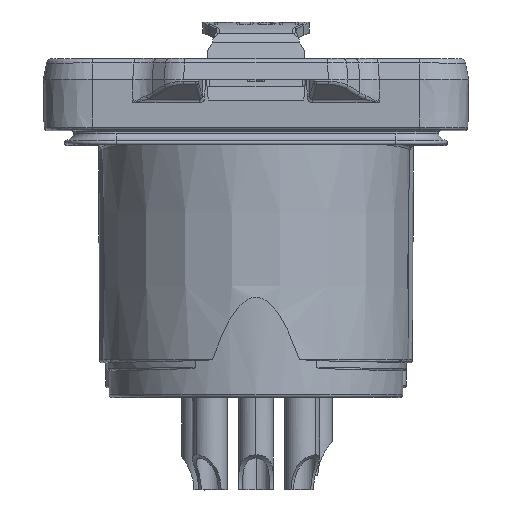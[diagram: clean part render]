
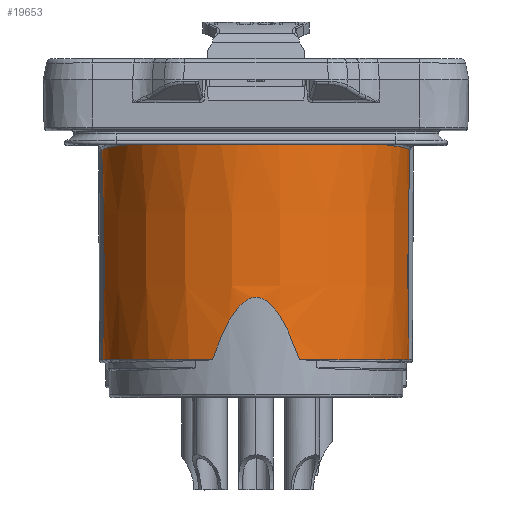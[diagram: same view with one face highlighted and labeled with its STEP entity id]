
A CAD part, top view. The second image highlights one B-rep face of the part: STEP entity #19653.
In plain terms, the highlighted conical face has half-angle 0.25 degrees and reference radius 10.965 mm.
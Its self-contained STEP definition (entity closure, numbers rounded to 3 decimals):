
#1408=CARTESIAN_POINT('',(3.109,-17.401,11.229));
#1409=CARTESIAN_POINT('',(3.006,-17.099,11.261));
#1410=CARTESIAN_POINT('',(2.801,-16.531,11.321));
#1411=CARTESIAN_POINT('',(2.501,-15.794,11.399));
#1412=CARTESIAN_POINT('',(2.205,-15.152,11.467));
#1413=CARTESIAN_POINT('',(1.911,-14.599,11.526));
#1414=CARTESIAN_POINT('',(1.617,-14.128,11.576));
#1415=CARTESIAN_POINT('',(1.321,-13.732,11.618));
#1416=CARTESIAN_POINT('',(1.019,-13.412,11.652));
#1417=CARTESIAN_POINT('',(0.714,-13.174,
11.677));
#1418=CARTESIAN_POINT('',(0.411,-13.022,
11.693));
#1419=CARTESIAN_POINT('',(0.128,-12.955,
11.7));
#1420=CARTESIAN_POINT('',(-0.141,-12.957,
11.7));
#1421=CARTESIAN_POINT('',(-0.422,-13.026,
11.693));
#1422=CARTESIAN_POINT('',(-0.722,-13.179,
11.677));
#1423=CARTESIAN_POINT('',(-1.025,-13.417,
11.651));
#1424=CARTESIAN_POINT('',(-1.326,-13.736,
11.617));
#1425=CARTESIAN_POINT('',(-1.621,-14.13,
11.576));
#1426=CARTESIAN_POINT('',(-1.914,-14.601,
11.526));
#1427=CARTESIAN_POINT('',(-2.207,-15.153,
11.467));
#1428=CARTESIAN_POINT('',(-2.502,-15.794,
11.399));
#1429=CARTESIAN_POINT('',(-2.802,-16.531,
11.321));
#1430=CARTESIAN_POINT('',(-3.008,-17.099,
11.261));
#1431=CARTESIAN_POINT('',(-3.111,-17.401,
11.229));
#2086=CARTESIAN_POINT('',(0.,-17.401,
0.75));
#2087=DIRECTION('',(0.,-1.,0.));
#2088=DIRECTION('',(-0.285,0.,0.959));
#2089=AXIS2_PLACEMENT_3D('',#2086,#2087,#2088);
#2091=CARTESIAN_POINT('',(-10.751,-17.401,
-1.223));
#2092=CARTESIAN_POINT('',(-10.759,-15.761,
-1.222));
#2093=CARTESIAN_POINT('',(-10.774,-12.477,
-1.22));
#2094=CARTESIAN_POINT('',(-10.796,-7.539,
-1.216));
#2095=CARTESIAN_POINT('',(-10.811,-4.239,
-1.214));
#2096=CARTESIAN_POINT('',(-10.819,-2.587,
-1.213));
#2098=CARTESIAN_POINT('',(-10.819,-2.587,
-1.213));
#2099=CARTESIAN_POINT('',(-10.89,-2.56,
-0.818));
#2100=CARTESIAN_POINT('',(-10.991,-2.505,
-0.02));
#2101=CARTESIAN_POINT('',(-11.009,-2.422,
1.186));
#2102=CARTESIAN_POINT('',(-10.896,-2.341,
2.386));
#2103=CARTESIAN_POINT('',(-10.652,-2.261,
3.567));
#2104=CARTESIAN_POINT('',(-10.281,-2.184,
4.714));
#2105=CARTESIAN_POINT('',(-9.787,-2.111,
5.814));
#2106=CARTESIAN_POINT('',(-9.176,-2.043,
6.852));
#2107=CARTESIAN_POINT('',(-8.455,-1.979,
7.818));
#2108=CARTESIAN_POINT('',(-7.633,-1.921,
8.698));
#2109=CARTESIAN_POINT('',(-6.721,-1.87,
9.484));
#2110=CARTESIAN_POINT('',(-5.728,-1.826,
10.165));
#2111=CARTESIAN_POINT('',(-4.667,-1.789,
10.734));
#2112=CARTESIAN_POINT('',(-3.55,-1.76,
11.183));
#2113=CARTESIAN_POINT('',(-2.39,-1.739,
11.509));
#2114=CARTESIAN_POINT('',(-1.202,-1.727,
11.705));
#2115=CARTESIAN_POINT('',(-0.401,-1.724,
11.749));
#2116=CARTESIAN_POINT('',(0.,-1.724,
11.749));
#2118=CARTESIAN_POINT('',(0.,-1.724,
11.749));
#2119=CARTESIAN_POINT('',(0.4,-1.724,
11.749));
#2120=CARTESIAN_POINT('',(1.201,-1.727,11.705));
#2121=CARTESIAN_POINT('',(2.388,-1.739,11.509));
#2122=CARTESIAN_POINT('',(3.546,-1.76,11.185));
#2123=CARTESIAN_POINT('',(4.663,-1.789,10.736));
#2124=CARTESIAN_POINT('',(5.724,-1.826,10.168));
#2125=CARTESIAN_POINT('',(6.717,-1.87,9.487));
#2126=CARTESIAN_POINT('',(7.63,-1.921,8.702));
#2127=CARTESIAN_POINT('',(8.452,-1.979,7.821));
#2128=CARTESIAN_POINT('',(9.173,-2.042,6.856));
#2129=CARTESIAN_POINT('',(9.785,-2.111,5.818));
#2130=CARTESIAN_POINT('',(10.28,-2.184,4.718));
#2131=CARTESIAN_POINT('',(10.652,-2.261,3.571));
#2132=CARTESIAN_POINT('',(10.896,-2.341,2.389));
#2133=CARTESIAN_POINT('',(11.009,-2.422,1.187));
#2134=CARTESIAN_POINT('',(10.991,-2.505,
-0.02));
#2135=CARTESIAN_POINT('',(10.89,-2.56,
-0.818));
#2136=CARTESIAN_POINT('',(10.819,-2.587,
-1.214));
#2138=CARTESIAN_POINT('',(10.751,-17.401,
-1.224));
#2139=CARTESIAN_POINT('',(10.758,-15.761,
-1.223));
#2140=CARTESIAN_POINT('',(10.773,-12.477,
-1.221));
#2141=CARTESIAN_POINT('',(10.796,-7.539,
-1.217));
#2142=CARTESIAN_POINT('',(10.811,-4.239,
-1.215));
#2143=CARTESIAN_POINT('',(10.819,-2.587,
-1.214));
#2145=CARTESIAN_POINT('',(0.,-17.401,
0.75));
#2146=DIRECTION('',(0.,-1.,0.));
#2147=DIRECTION('',(0.984,0.,-0.181));
#2148=AXIS2_PLACEMENT_3D('',#2145,#2146,#2147);
#2425=CARTESIAN_POINT('',(10.751,-17.401,
-1.224));
#2456=CARTESIAN_POINT('',(-10.751,-17.401,
-1.223));
#2471=CARTESIAN_POINT('',(-10.819,-2.587,
-1.213));
#17400=CARTESIAN_POINT('',(0.,-1.724,
11.749));
#17402=VERTEX_POINT('',#17400);
#17412=VERTEX_POINT('',#2471);
#17415=VERTEX_POINT('',#2136);
#17436=VERTEX_POINT('',#2425);
#17441=VERTEX_POINT('',#2456);
#17547=VERTEX_POINT('',#1408);
#17548=VERTEX_POINT('',#1431);
#19634=CARTESIAN_POINT('',(0.,-9.562,
0.75));
#19635=DIRECTION('',(0.,1.,0.));
#19636=DIRECTION('',(1.,0.,0.));
#19637=AXIS2_PLACEMENT_3D('',#19634,#19635,#19636);
#19638=CONICAL_SURFACE('',#19637,10.965,0.25);
#19639=ORIENTED_EDGE('',*,*,#18970,.T.);
#19641=ORIENTED_EDGE('',*,*,#19640,.T.);
#19643=ORIENTED_EDGE('',*,*,#19642,.T.);
#19645=ORIENTED_EDGE('',*,*,#19644,.T.);
#19647=ORIENTED_EDGE('',*,*,#19646,.T.);
#19649=ORIENTED_EDGE('',*,*,#19648,.F.);
#19650=ORIENTED_EDGE('',*,*,#19626,.T.);
#19651=EDGE_LOOP('',(#19639,#19641,#19643,#19645,#19647,#19649,#19650));
#19652=FACE_OUTER_BOUND('',#19651,.F.);
#19653=ADVANCED_FACE('',(#19652),#19638,.T.);
#1432=B_SPLINE_CURVE_WITH_KNOTS('',3,(#1408,#1409,#1410,#1411,#1412,#1413,#1414,
#1415,#1416,#1417,#1418,#1419,#1420,#1421,#1422,#1423,#1424,#1425,#1426,#1427,
#1428,#1429,#1430,#1431),.UNSPECIFIED.,.F.,.F.,(4,1,1,1,1,1,1,1,1,1,1,1,1,1,1,1,
1,1,1,1,1,4),(0.,0.048,0.095,0.143,
0.19,0.238,0.286,0.333,
0.381,0.429,0.476,0.524,
0.571,0.619,0.667,0.714,
0.762,0.81,0.857,0.905,
0.952,1.),.UNSPECIFIED.);
#2090=CIRCLE('',#2089,10.931);
#2097=B_SPLINE_CURVE_WITH_KNOTS('',3,(#2091,#2092,#2093,#2094,#2095,#2096),
.UNSPECIFIED.,.F.,.F.,(4,1,1,4),(0.,0.333,0.667,1.),
.UNSPECIFIED.);
#2117=B_SPLINE_CURVE_WITH_KNOTS('',3,(#2098,#2099,#2100,#2101,#2102,#2103,#2104,
#2105,#2106,#2107,#2108,#2109,#2110,#2111,#2112,#2113,#2114,#2115,#2116),
.UNSPECIFIED.,.F.,.F.,(4,1,1,1,1,1,1,1,1,1,1,1,1,1,1,1,4),(0.,0.063,0.125,
0.188,0.25,0.313,0.375,0.438,0.5,0.563,0.625,0.688,
0.75,0.813,0.875,0.938,1.),.UNSPECIFIED.);
#2137=B_SPLINE_CURVE_WITH_KNOTS('',3,(#2118,#2119,#2120,#2121,#2122,#2123,#2124,
#2125,#2126,#2127,#2128,#2129,#2130,#2131,#2132,#2133,#2134,#2135,#2136),
.UNSPECIFIED.,.F.,.F.,(4,1,1,1,1,1,1,1,1,1,1,1,1,1,1,1,4),(0.,0.063,0.125,
0.188,0.25,0.313,0.375,0.438,0.5,0.563,0.625,0.688,
0.75,0.813,0.875,0.938,1.),.UNSPECIFIED.);
#2144=B_SPLINE_CURVE_WITH_KNOTS('',3,(#2138,#2139,#2140,#2141,#2142,#2143),
.UNSPECIFIED.,.F.,.F.,(4,1,1,4),(0.,0.333,0.667,1.),
.UNSPECIFIED.);
#2149=CIRCLE('',#2148,10.931);
#18970=EDGE_CURVE('',#17547,#17548,#1432,.T.);
#19626=EDGE_CURVE('',#17436,#17547,#2149,.T.);
#19640=EDGE_CURVE('',#17548,#17441,#2090,.T.);
#19642=EDGE_CURVE('',#17441,#17412,#2097,.T.);
#19644=EDGE_CURVE('',#17412,#17402,#2117,.T.);
#19646=EDGE_CURVE('',#17402,#17415,#2137,.T.);
#19648=EDGE_CURVE('',#17436,#17415,#2144,.T.);
